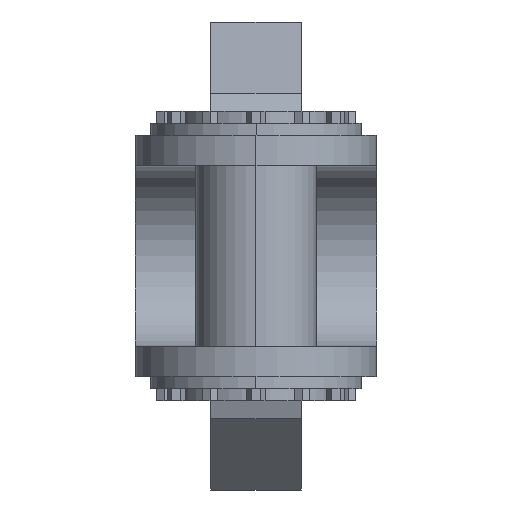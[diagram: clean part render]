
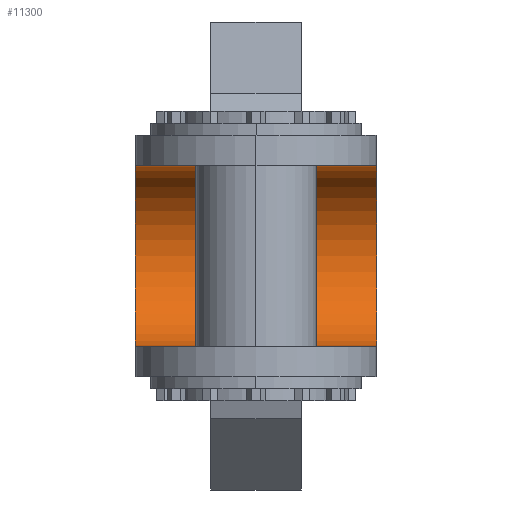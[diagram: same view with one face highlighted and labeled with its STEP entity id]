
A CAD part, left-side view. The second image highlights one B-rep face of the part: STEP entity #11300.
In plain terms, the highlighted cylindrical face has radius 15 mm (diameter 30 mm), a partial arc.
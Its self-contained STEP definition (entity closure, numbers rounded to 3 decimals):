
#1437 = ORIENTED_EDGE ( 'NONE', *, *, #26749, .F. ) ;
#1823 = CIRCLE ( 'NONE', #10060, 15. ) ;
#2360 = VERTEX_POINT ( 'NONE', #23422 ) ;
#2499 = DIRECTION ( 'NONE',  ( 0., 0., 1. ) ) ;
#2790 = ORIENTED_EDGE ( 'NONE', *, *, #11003, .F. ) ;
#5085 = DIRECTION ( 'NONE',  ( 0., 1., 0. ) ) ;
#6893 = EDGE_CURVE ( 'NONE', #9924, #2360, #26740, .T. ) ;
#7506 = VERTEX_POINT ( 'NONE', #13681 ) ;
#9000 = DIRECTION ( 'NONE',  ( 0., 1., 0. ) ) ;
#9222 = ORIENTED_EDGE ( 'NONE', *, *, #6893, .T. ) ;
#9486 = AXIS2_PLACEMENT_3D ( 'NONE', #21414, #15224, #36544 ) ;
#9924 = VERTEX_POINT ( 'NONE', #29818 ) ;
#10060 = AXIS2_PLACEMENT_3D ( 'NONE', #22806, #5085, #2499 ) ;
#10709 = AXIS2_PLACEMENT_3D ( 'NONE', #19565, #15600, #16380 ) ;
#11003 = EDGE_CURVE ( 'NONE', #9924, #7506, #1823, .T. ) ;
#11300 = ADVANCED_FACE ( 'NONE', ( #37701 ), #22382, .F. ) ;
#11802 = LINE ( 'NONE', #33502, #15597 ) ;
#13280 = CIRCLE ( 'NONE', #9486, 15. ) ;
#13681 = CARTESIAN_POINT ( 'NONE',  ( -120.456, -20., -15. ) ) ;
#15224 = DIRECTION ( 'NONE',  ( 0., 1., 0. ) ) ;
#15597 = VECTOR ( 'NONE', #30526, 1000. ) ;
#15600 = DIRECTION ( 'NONE',  ( 0., 1., 0. ) ) ;
#16380 = DIRECTION ( 'NONE',  ( 0., 0., 1. ) ) ;
#16819 = ORIENTED_EDGE ( 'NONE', *, *, #30074, .T. ) ;
#17875 = CARTESIAN_POINT ( 'NONE',  ( -120.456, 20., -15. ) ) ;
#19565 = CARTESIAN_POINT ( 'NONE',  ( -120.456, -30., 0. ) ) ;
#21414 = CARTESIAN_POINT ( 'NONE',  ( -120.456, 20., 0. ) ) ;
#22382 = CYLINDRICAL_SURFACE ( 'NONE', #10709, 15. ) ;
#22806 = CARTESIAN_POINT ( 'NONE',  ( -120.456, -20., 0. ) ) ;
#23341 = VECTOR ( 'NONE', #9000, 1000. ) ;
#23422 = CARTESIAN_POINT ( 'NONE',  ( -120.456, 20., 15. ) ) ;
#23502 = EDGE_LOOP ( 'NONE', ( #1437, #2790, #9222, #16819 ) ) ;
#26740 = LINE ( 'NONE', #39271, #23341 ) ;
#26749 = EDGE_CURVE ( 'NONE', #7506, #29603, #11802, .T. ) ;
#29603 = VERTEX_POINT ( 'NONE', #17875 ) ;
#29818 = CARTESIAN_POINT ( 'NONE',  ( -120.456, -20., 15. ) ) ;
#30074 = EDGE_CURVE ( 'NONE', #2360, #29603, #13280, .T. ) ;
#30526 = DIRECTION ( 'NONE',  ( 0., 1., 0. ) ) ;
#33502 = CARTESIAN_POINT ( 'NONE',  ( -120.456, -30., -15. ) ) ;
#36544 = DIRECTION ( 'NONE',  ( 0., 0., 1. ) ) ;
#37701 = FACE_OUTER_BOUND ( 'NONE', #23502, .T. ) ;
#39271 = CARTESIAN_POINT ( 'NONE',  ( -120.456, -30., 15. ) ) ;
